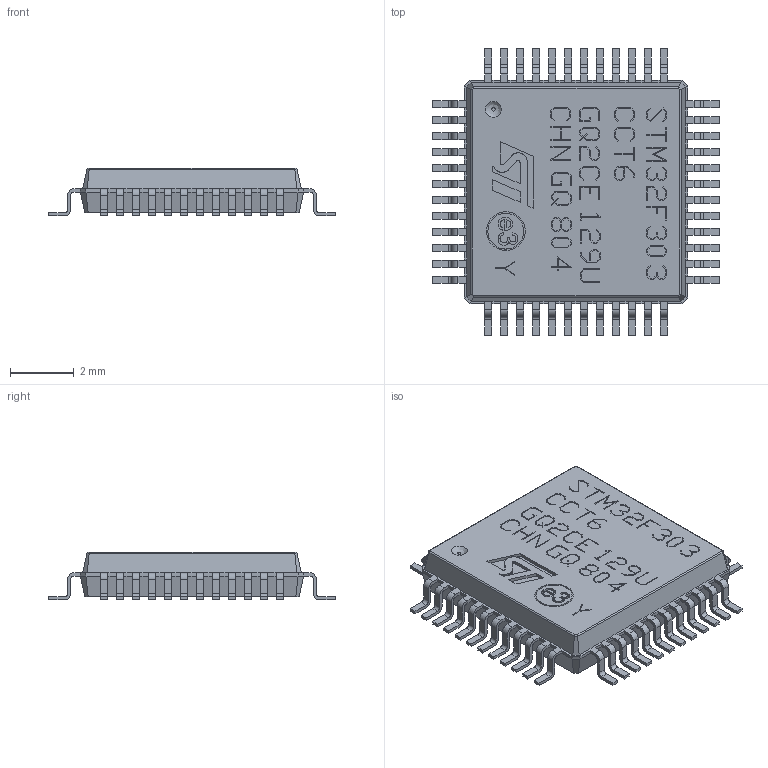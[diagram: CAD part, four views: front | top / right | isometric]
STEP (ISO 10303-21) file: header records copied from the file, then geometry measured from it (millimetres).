
FILE_DESCRIPTION(/* description */ (''),/* implementation_level */ '2;1');
FILE_NAME(/* name */ 'STM32F303 CCT6.step',/* time_stamp */ '2020-04-26T02:54:35+07:00',/* author */ (''),/* organization */ (''),/* preprocessor_version */ 'ST-DEVELOPER v18.1',/* originating_system */ 'Autodesk Translation Framework v9.2.0.1227',/* authorisation */ '');
FILE_SCHEMA (('AUTOMOTIVE_DESIGN { 1 0 10303 214 3 1 1 }'));
Length unit declared in the file: millimetre
Products named in the file (1): STM32F303 CCT6
Bounding box: 9 x 9 x 1.5 mm (x, y, z)
Volume: 66 mm3; surface area: 191.3 mm2
Topology: 1 solids, 1 shells, 1514 faces, 4163 edges, 2702 vertices
Faces by surface type: plane 1265, cylinder 204, bspline 45
Full cylindrical faces by diameter (mm): 1 x2, 1.125 x1, 1.217 x1
Entity records: 48464 total; most frequent: CARTESIAN_POINT 9154, ORIENTED_EDGE 8326, DIRECTION 7422, EDGE_CURVE 4163, LINE 3668, VECTOR 3668, VERTEX_POINT 2702, AXIS2_PLACEMENT_3D 1877
